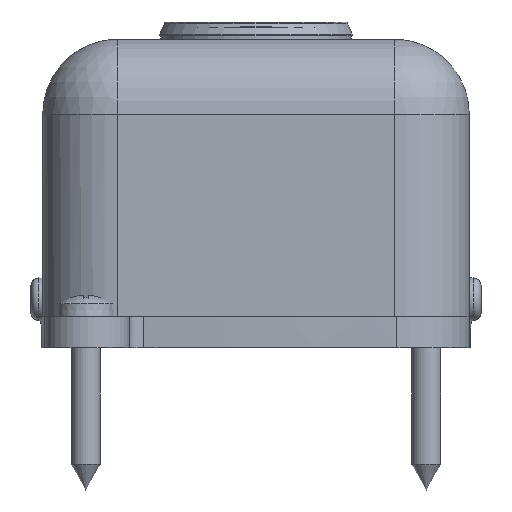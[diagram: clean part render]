
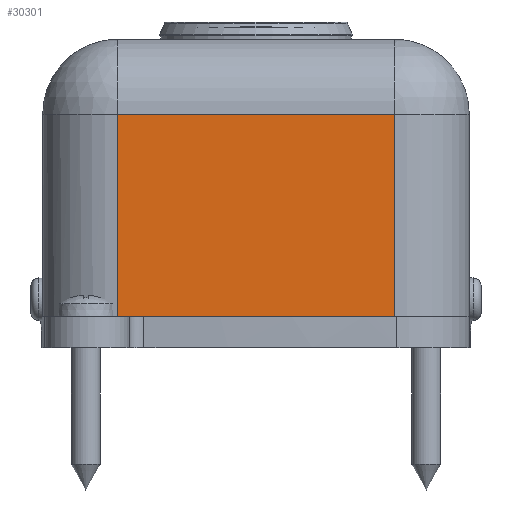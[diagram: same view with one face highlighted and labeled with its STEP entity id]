
A CAD part, left-side view. The second image highlights one B-rep face of the part: STEP entity #30301.
In plain terms, the highlighted planar face has unit normal (-1, 0, 0).
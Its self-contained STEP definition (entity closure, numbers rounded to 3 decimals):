
#3155=FACE_OUTER_BOUND('',#4840,.T.);
#4840=EDGE_LOOP('',(#21257,#21258,#21259,#21260,#21261,#21262,#21263));
#6648=LINE('',#50529,#9215);
#6654=LINE('',#50541,#9221);
#6741=LINE('',#51071,#9308);
#6742=LINE('',#51073,#9309);
#6743=LINE('',#51074,#9310);
#6744=LINE('',#51075,#9311);
#6745=LINE('',#51076,#9312);
#9215=VECTOR('',#36492,3.386);
#9221=VECTOR('',#36504,31.021);
#9308=VECTOR('',#36943,29.2);
#9309=VECTOR('',#36944,39.9);
#9310=VECTOR('',#36945,29.2);
#9311=VECTOR('',#36946,1.053);
#9312=VECTOR('',#36947,4.439);
#12024=VERTEX_POINT('',#49906);
#12026=VERTEX_POINT('',#49912);
#12027=VERTEX_POINT('',#49914);
#12177=VERTEX_POINT('',#50527);
#12310=VERTEX_POINT('',#51069);
#12311=VERTEX_POINT('',#51070);
#12312=VERTEX_POINT('',#51072);
#15576=EDGE_CURVE('',#12024,#12177,#6648,.T.);
#15582=EDGE_CURVE('',#12026,#12027,#6654,.T.);
#15782=EDGE_CURVE('',#12310,#12311,#6741,.T.);
#15783=EDGE_CURVE('',#12312,#12310,#6742,.T.);
#15784=EDGE_CURVE('',#12177,#12312,#6743,.T.);
#15785=EDGE_CURVE('',#12024,#12027,#6744,.T.);
#15786=EDGE_CURVE('',#12026,#12311,#6745,.T.);
#21257=ORIENTED_EDGE('',*,*,#15782,.F.);
#21258=ORIENTED_EDGE('',*,*,#15783,.F.);
#21259=ORIENTED_EDGE('',*,*,#15784,.F.);
#21260=ORIENTED_EDGE('',*,*,#15576,.F.);
#21261=ORIENTED_EDGE('',*,*,#15785,.T.);
#21262=ORIENTED_EDGE('',*,*,#15582,.F.);
#21263=ORIENTED_EDGE('',*,*,#15786,.T.);
#29118=PLANE('',#32448);
#30301=ADVANCED_FACE('',(#3155),#29118,.T.);
#32448=AXIS2_PLACEMENT_3D('',#51068,#36941,#36942);
#36492=DIRECTION('',(0.,1.,0.));
#36504=DIRECTION('',(0.,1.,0.));
#36941=DIRECTION('center_axis',(-1.,0.,0.));
#36942=DIRECTION('ref_axis',(0.,0.,1.));
#36943=DIRECTION('',(0.,0.,-1.));
#36944=DIRECTION('',(0.,-1.,0.));
#36945=DIRECTION('',(0.,0.,1.));
#36946=DIRECTION('',(0.,-1.,0.));
#36947=DIRECTION('',(0.,-1.,0.));
#49906=CARTESIAN_POINT('',(-49.75,16.564,0.));
#49912=CARTESIAN_POINT('',(-49.75,-15.511,0.));
#49914=CARTESIAN_POINT('',(-49.75,15.511,0.));
#50527=CARTESIAN_POINT('',(-49.75,19.95,0.));
#50529=CARTESIAN_POINT('',(-49.75,-15.375,0.));
#50541=CARTESIAN_POINT('',(-49.75,-15.375,0.));
#51068=CARTESIAN_POINT('Origin',(-49.75,-30.75,0.));
#51069=CARTESIAN_POINT('',(-49.75,-19.95,29.2));
#51070=CARTESIAN_POINT('',(-49.75,-19.95,0.));
#51071=CARTESIAN_POINT('',(-49.75,-19.95,0.));
#51072=CARTESIAN_POINT('',(-49.75,19.95,29.2));
#51073=CARTESIAN_POINT('',(-49.75,-15.375,29.2));
#51074=CARTESIAN_POINT('',(-49.75,19.95,0.));
#51075=CARTESIAN_POINT('',(-49.75,30.75,0.));
#51076=CARTESIAN_POINT('',(-49.75,30.75,0.));
